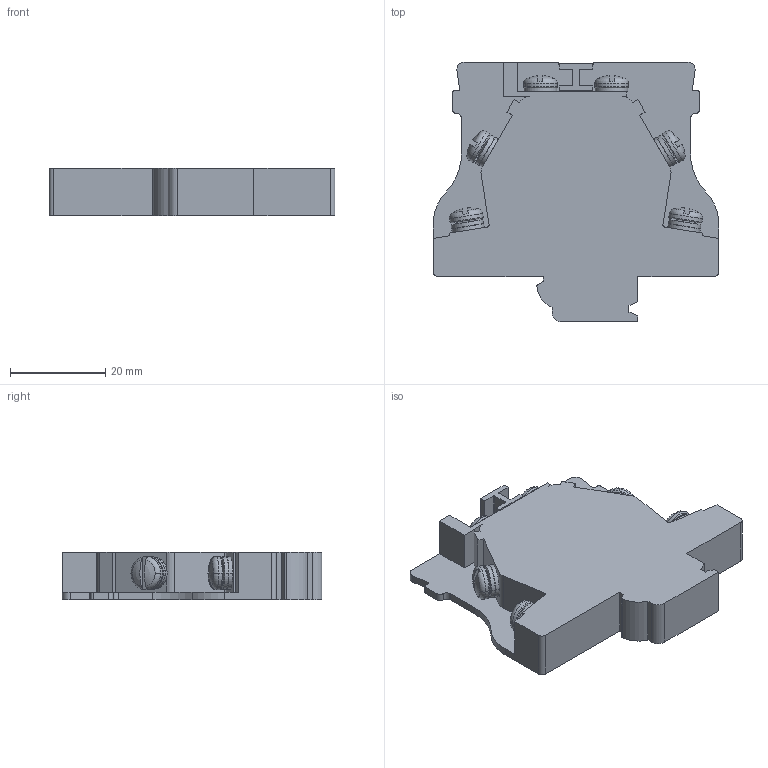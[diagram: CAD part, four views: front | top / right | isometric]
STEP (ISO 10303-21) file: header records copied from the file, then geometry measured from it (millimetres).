
FILE_DESCRIPTION((''),'2;1');
FILE_NAME('2-5S3','2023-11-08T',('dell'),(''),'PRO/ENGINEER BY PARAMETRIC TECHNOLOGY CORPORATION, 2013230','PRO/ENGINEER BY PARAMETRIC TECHNOLOGY CORPORATION, 2013230','');
FILE_SCHEMA(('AUTOMOTIVE_DESIGN { 1 0 10303 214 1 1 1 1 }'));
Length unit declared in the file: millimetre
Products named in the file (1): 2-5S3
Bounding box: 60 x 54.5 x 10 mm (x, y, z)
Volume: 19910 mm3; surface area: 8873.8 mm2
Topology: 9 solids, 9 shells, 244 faces, 597 edges, 380 vertices
Faces by surface type: plane 115, cylinder 61, revolution 32, torus 24, sphere 8, bspline 4
Entity records: 7856 total; most frequent: CARTESIAN_POINT 1963, DIRECTION 1233, ORIENTED_EDGE 1194, EDGE_CURVE 597, AXIS2_PLACEMENT_3D 456, VERTEX_POINT 380, VECTOR 289, LINE 289
